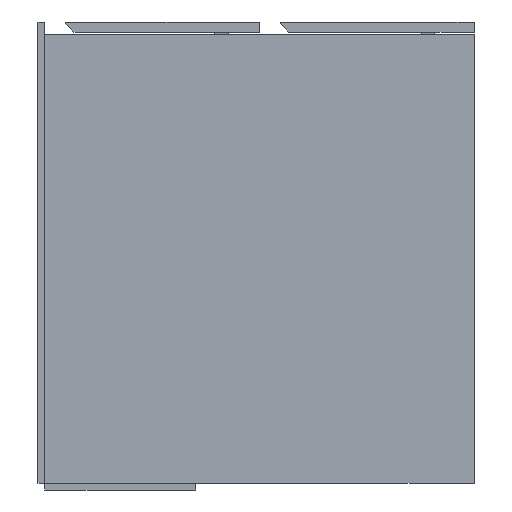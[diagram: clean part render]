
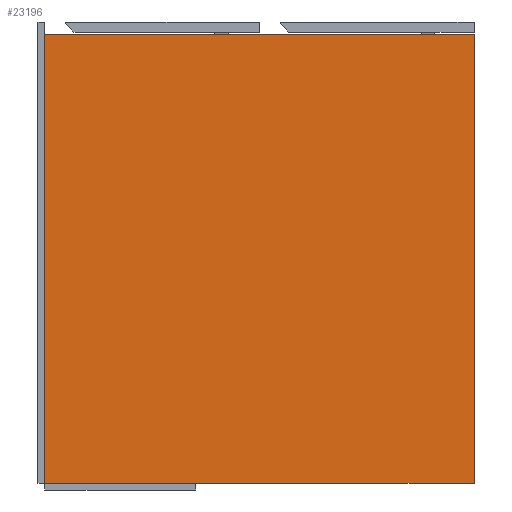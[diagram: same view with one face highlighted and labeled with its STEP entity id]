
A CAD part, left-side view. The second image highlights one B-rep face of the part: STEP entity #23196.
In plain terms, the highlighted planar face has unit normal (-1, 0, 0).
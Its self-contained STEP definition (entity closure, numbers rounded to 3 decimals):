
#147 = CARTESIAN_POINT ( 'NONE',  ( 2., 0., -550. ) ) ;
#518 = EDGE_CURVE ( 'NONE', #17725, #7716, #3973, .T. ) ;
#599 = EDGE_CURVE ( 'NONE', #17770, #7716, #12097, .T. ) ;
#1821 = CARTESIAN_POINT ( 'NONE',  ( 2., 0., -15. ) ) ;
#1922 = VERTEX_POINT ( 'NONE', #2502 ) ;
#2502 = CARTESIAN_POINT ( 'NONE',  ( 2., 512., -550. ) ) ;
#2570 = FACE_OUTER_BOUND ( 'NONE', #11325, .T. ) ;
#2739 = LINE ( 'NONE', #20412, #21260 ) ;
#3973 = LINE ( 'NONE', #147, #10800 ) ;
#4502 = CARTESIAN_POINT ( 'NONE',  ( 2., 1047.337, -550. ) ) ;
#4503 = AXIS2_PLACEMENT_3D ( 'NONE', #4502, #21397, #19735 ) ;
#4601 = DIRECTION ( 'NONE',  ( 0., -1., 0. ) ) ;
#4667 = ORIENTED_EDGE ( 'NONE', *, *, #7342, .F. ) ;
#6522 = EDGE_CURVE ( 'NONE', #1922, #17725, #14116, .T. ) ;
#6557 = ORIENTED_EDGE ( 'NONE', *, *, #599, .F. ) ;
#7342 = EDGE_CURVE ( 'NONE', #1922, #17770, #2739, .T. ) ;
#7716 = VERTEX_POINT ( 'NONE', #1821 ) ;
#8677 = ORIENTED_EDGE ( 'NONE', *, *, #518, .T. ) ;
#10800 = VECTOR ( 'NONE', #19717, 1000. ) ;
#11325 = EDGE_LOOP ( 'NONE', ( #4667, #23349, #8677, #6557 ) ) ;
#11846 = DIRECTION ( 'NONE',  ( 0., -1., 0. ) ) ;
#12097 = LINE ( 'NONE', #15634, #15256 ) ;
#13077 = CARTESIAN_POINT ( 'NONE',  ( 2., 0., -550. ) ) ;
#13758 = PLANE ( 'NONE',  #4503 ) ;
#14116 = LINE ( 'NONE', #22014, #20442 ) ;
#14673 = DIRECTION ( 'NONE',  ( 0., 0., 1. ) ) ;
#15256 = VECTOR ( 'NONE', #11846, 1000. ) ;
#15634 = CARTESIAN_POINT ( 'NONE',  ( 2., 1047.337, -15. ) ) ;
#17725 = VERTEX_POINT ( 'NONE', #13077 ) ;
#17770 = VERTEX_POINT ( 'NONE', #19304 ) ;
#19304 = CARTESIAN_POINT ( 'NONE',  ( 2., 512., -15. ) ) ;
#19717 = DIRECTION ( 'NONE',  ( 0., 0., 1. ) ) ;
#19735 = DIRECTION ( 'NONE',  ( 0., 0., -1. ) ) ;
#20412 = CARTESIAN_POINT ( 'NONE',  ( 2., 512., -550. ) ) ;
#20442 = VECTOR ( 'NONE', #4601, 1000. ) ;
#21260 = VECTOR ( 'NONE', #14673, 1000. ) ;
#21397 = DIRECTION ( 'NONE',  ( 1., 0., 0. ) ) ;
#22014 = CARTESIAN_POINT ( 'NONE',  ( 2., 1047.337, -550. ) ) ;
#23196 = ADVANCED_FACE ( 'NONE', ( #2570 ), #13758, .F. ) ;
#23349 = ORIENTED_EDGE ( 'NONE', *, *, #6522, .T. ) ;
